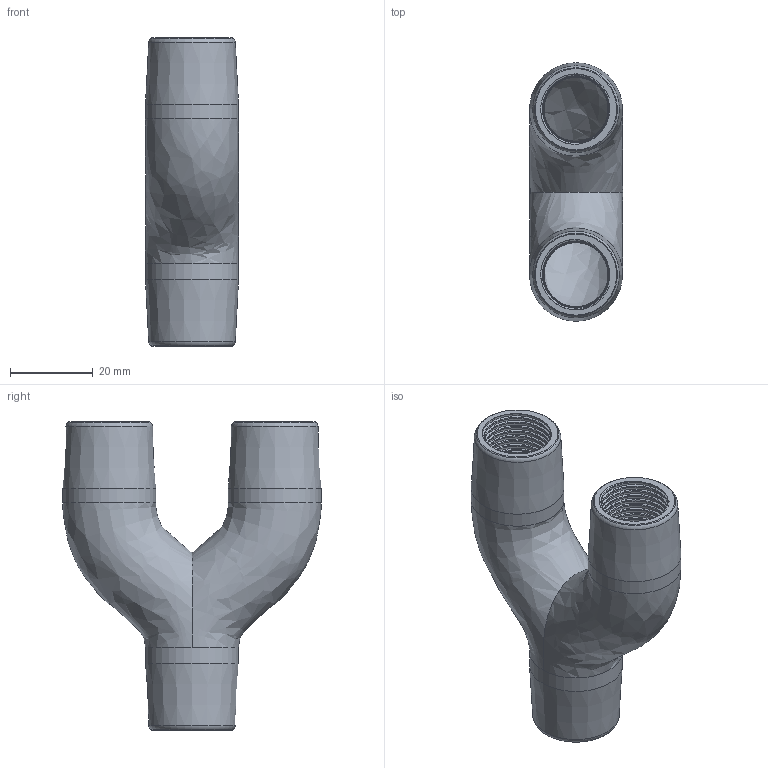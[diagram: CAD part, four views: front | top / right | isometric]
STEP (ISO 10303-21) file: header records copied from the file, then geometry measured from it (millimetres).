
FILE_DESCRIPTION( ( '' ), ' ' );
FILE_NAME( '5e72bebc32a09715c454ce95.step', '2020-03-19T00:37:17', ( '' ), ( '' ), ' ', ' ', ' ' );
FILE_SCHEMA( ( 'AUTOMOTIVE_DESIGN { 1 0 10303 214 1 1 1 1 }' ) );
Length unit declared in the file: metre
Products named in the file (1): Part 3
Bounding box: 22.5 x 62.5 x 74.51 mm (x, y, z)
Surface area: 12549.2 mm2 (no closed solid volume)
Topology: 0 solids, 1 shells, 89 faces, 250 edges, 163 vertices
Faces by surface type: cone 63, bspline 11, cylinder 9, plane 3, torus 3
Full cylindrical faces by diameter (mm): 15.5 x3, 22.5 x3
Entity records: 21838 total; most frequent: CARTESIAN_POINT 19278, ORIENTED_EDGE 442, DIRECTION 255, EDGE_CURVE 221, VERTEX_POINT 153, B_SPLINE_CURVE_WITH_KNOTS 144, EDGE_LOOP 110, AXIS2_PLACEMENT_3D 102
